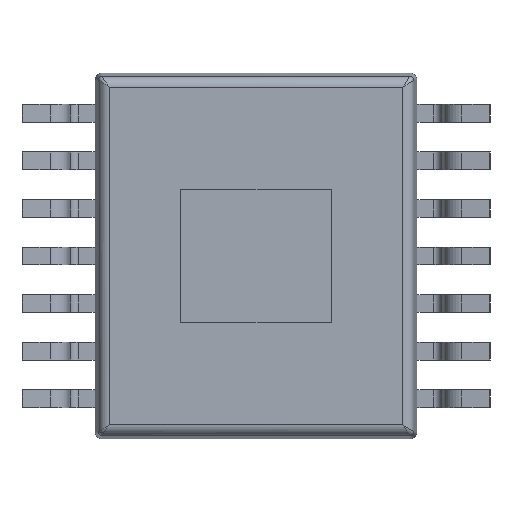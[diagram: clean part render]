
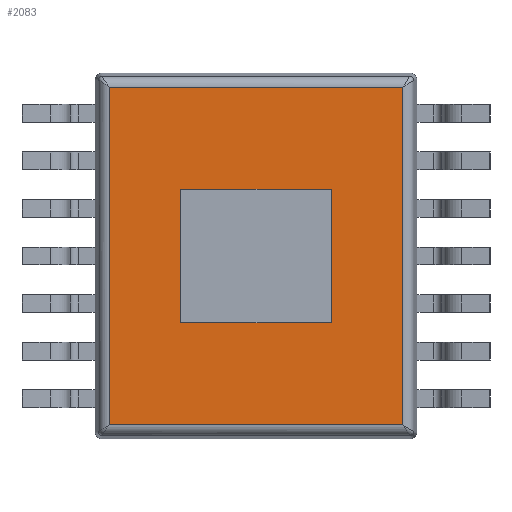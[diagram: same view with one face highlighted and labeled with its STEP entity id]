
A CAD part, front view. The second image highlights one B-rep face of the part: STEP entity #2083.
In plain terms, the highlighted planar face has unit normal (0, -1, 0).
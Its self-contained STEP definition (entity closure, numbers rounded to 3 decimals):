
#147 = VERTEX_POINT ( 'NONE', #3631 ) ;
#215 = VERTEX_POINT ( 'NONE', #3019 ) ;
#252 = VECTOR ( 'NONE', #6457, 1000. ) ;
#309 = VECTOR ( 'NONE', #3181, 1000. ) ;
#496 = CARTESIAN_POINT ( 'NONE',  ( -1.028, 0.15, 0.915 ) ) ;
#504 = LINE ( 'NONE', #5759, #252 ) ;
#552 = CARTESIAN_POINT ( 'NONE',  ( 2.006, 0.15, 2.306 ) ) ;
#684 = ORIENTED_EDGE ( 'NONE', *, *, #7063, .F. ) ;
#761 = DIRECTION ( 'NONE',  ( 0., 0., -1. ) ) ;
#804 = CARTESIAN_POINT ( 'NONE',  ( -1.028, 0.15, -0.915 ) ) ;
#1315 = LINE ( 'NONE', #6739, #9057 ) ;
#1407 = ORIENTED_EDGE ( 'NONE', *, *, #7901, .F. ) ;
#1510 = VERTEX_POINT ( 'NONE', #552 ) ;
#1651 = LINE ( 'NONE', #3689, #4008 ) ;
#1810 = VECTOR ( 'NONE', #6199, 1000. ) ;
#1992 = CARTESIAN_POINT ( 'NONE',  ( 1.027, 0.15, -0.915 ) ) ;
#2026 = VERTEX_POINT ( 'NONE', #2748 ) ;
#2069 = ORIENTED_EDGE ( 'NONE', *, *, #8834, .T. ) ;
#2083 = ADVANCED_FACE ( 'NONE', ( #2769, #9578 ), #7541, .T. ) ;
#2136 = DIRECTION ( 'NONE',  ( 0., 0., -1. ) ) ;
#2338 = CARTESIAN_POINT ( 'NONE',  ( 2.1, 0.15, -2.4 ) ) ;
#2621 = ORIENTED_EDGE ( 'NONE', *, *, #3373, .T. ) ;
#2748 = CARTESIAN_POINT ( 'NONE',  ( 2.006, 0.15, -2.306 ) ) ;
#2769 = FACE_BOUND ( 'NONE', #7070, .T. ) ;
#2835 = CARTESIAN_POINT ( 'NONE',  ( -2.1, 0.15, 2.306 ) ) ;
#2847 = EDGE_CURVE ( 'NONE', #215, #2026, #7193, .T. ) ;
#2969 = LINE ( 'NONE', #8286, #4651 ) ;
#3019 = CARTESIAN_POINT ( 'NONE',  ( -2.006, 0.15, -2.306 ) ) ;
#3155 = CARTESIAN_POINT ( 'NONE',  ( 2.1, 0.15, -2.306 ) ) ;
#3181 = DIRECTION ( 'NONE',  ( 0., 0., -1. ) ) ;
#3373 = EDGE_CURVE ( 'NONE', #1510, #147, #6483, .T. ) ;
#3631 = CARTESIAN_POINT ( 'NONE',  ( -2.006, 0.15, 2.306 ) ) ;
#3689 = CARTESIAN_POINT ( 'NONE',  ( 2.006, 0.15, 2.4 ) ) ;
#4008 = VECTOR ( 'NONE', #4474, 1000. ) ;
#4042 = LINE ( 'NONE', #7626, #1810 ) ;
#4303 = AXIS2_PLACEMENT_3D ( 'NONE', #2338, #9187, #761 ) ;
#4369 = DIRECTION ( 'NONE',  ( -1., 0., 0. ) ) ;
#4474 = DIRECTION ( 'NONE',  ( 0., 0., 1. ) ) ;
#4588 = LINE ( 'NONE', #9311, #309 ) ;
#4651 = VECTOR ( 'NONE', #4369, 1000. ) ;
#4679 = DIRECTION ( 'NONE',  ( 1., 0., 0. ) ) ;
#4746 = EDGE_CURVE ( 'NONE', #8956, #8756, #4042, .T. ) ;
#4765 = ORIENTED_EDGE ( 'NONE', *, *, #4746, .F. ) ;
#5325 = ORIENTED_EDGE ( 'NONE', *, *, #7444, .F. ) ;
#5517 = VECTOR ( 'NONE', #8195, 1000. ) ;
#5725 = ORIENTED_EDGE ( 'NONE', *, *, #2847, .T. ) ;
#5759 = CARTESIAN_POINT ( 'NONE',  ( 1.027, 0.15, -0.915 ) ) ;
#6199 = DIRECTION ( 'NONE',  ( 1., 0., 0. ) ) ;
#6457 = DIRECTION ( 'NONE',  ( 0., 0., 1. ) ) ;
#6483 = LINE ( 'NONE', #2835, #5517 ) ;
#6739 = CARTESIAN_POINT ( 'NONE',  ( -2.006, 0.15, -2.4 ) ) ;
#7063 = EDGE_CURVE ( 'NONE', #9660, #8956, #4588, .T. ) ;
#7070 = EDGE_LOOP ( 'NONE', ( #1407, #4765, #684, #5325 ) ) ;
#7193 = LINE ( 'NONE', #3155, #7664 ) ;
#7444 = EDGE_CURVE ( 'NONE', #9135, #9660, #2969, .T. ) ;
#7541 = PLANE ( 'NONE',  #4303 ) ;
#7626 = CARTESIAN_POINT ( 'NONE',  ( -1.028, 0.15, -0.915 ) ) ;
#7664 = VECTOR ( 'NONE', #4679, 1000. ) ;
#7901 = EDGE_CURVE ( 'NONE', #8756, #9135, #504, .T. ) ;
#8195 = DIRECTION ( 'NONE',  ( -1., 0., 0. ) ) ;
#8286 = CARTESIAN_POINT ( 'NONE',  ( -1.028, 0.15, 0.915 ) ) ;
#8756 = VERTEX_POINT ( 'NONE', #1992 ) ;
#8834 = EDGE_CURVE ( 'NONE', #147, #215, #1315, .T. ) ;
#8956 = VERTEX_POINT ( 'NONE', #804 ) ;
#9054 = CARTESIAN_POINT ( 'NONE',  ( 1.027, 0.15, 0.915 ) ) ;
#9057 = VECTOR ( 'NONE', #2136, 1000. ) ;
#9135 = VERTEX_POINT ( 'NONE', #9054 ) ;
#9143 = ORIENTED_EDGE ( 'NONE', *, *, #9256, .T. ) ;
#9187 = DIRECTION ( 'NONE',  ( 0., -1., 0. ) ) ;
#9256 = EDGE_CURVE ( 'NONE', #2026, #1510, #1651, .T. ) ;
#9259 = EDGE_LOOP ( 'NONE', ( #5725, #9143, #2621, #2069 ) ) ;
#9311 = CARTESIAN_POINT ( 'NONE',  ( -1.028, 0.15, -0.915 ) ) ;
#9578 = FACE_OUTER_BOUND ( 'NONE', #9259, .T. ) ;
#9660 = VERTEX_POINT ( 'NONE', #496 ) ;
